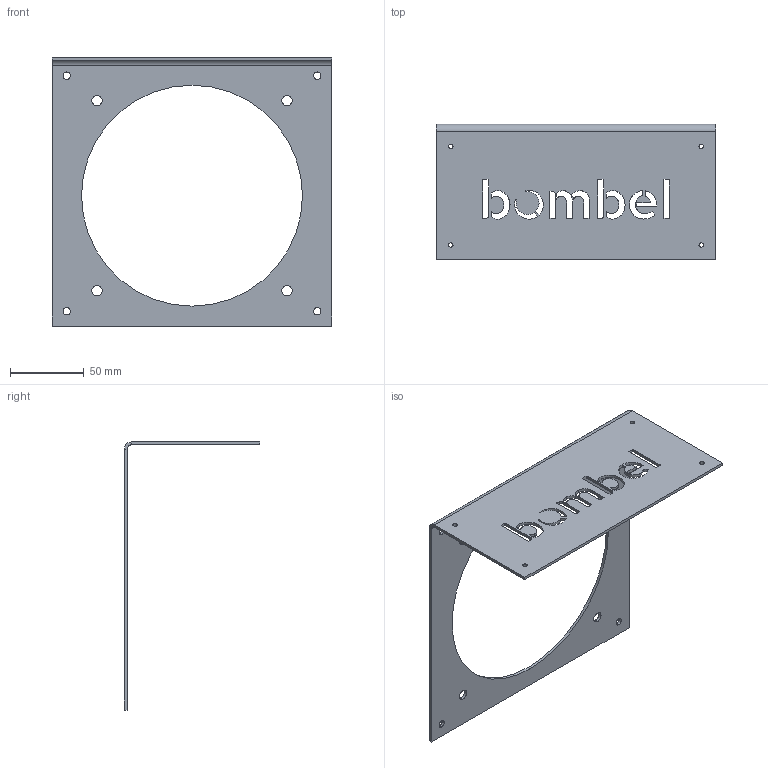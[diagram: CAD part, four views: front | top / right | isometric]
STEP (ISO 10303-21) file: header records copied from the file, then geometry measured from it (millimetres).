
FILE_DESCRIPTION (( 'STEP AP203' ), '1' );
FILE_NAME ('1.1.2 top_panel_front.STEP', '2018-10-18T17:18:38', ( '' ), ( '' ), 'SwSTEP 2.0', 'SolidWorks 2017', '' );
FILE_SCHEMA (( 'CONFIG_CONTROL_DESIGN' ));
Length unit declared in the file: millimetre
Products named in the file (1): 1.1.2 top_panel_front
Bounding box: 190 x 92 x 182 mm (x, y, z)
Volume: 64582.7 mm3; surface area: 69137.4 mm2
Topology: 1 solids, 1 shells, 133 faces, 385 edges, 254 vertices
Faces by surface type: cylinder 58, plane 46, bspline 29
Entity records: 4655 total; most frequent: CARTESIAN_POINT 1150, ORIENTED_EDGE 770, DIRECTION 653, EDGE_CURVE 385, VERTEX_POINT 254, AXIS2_PLACEMENT_3D 221, VECTOR 211, LINE 211
